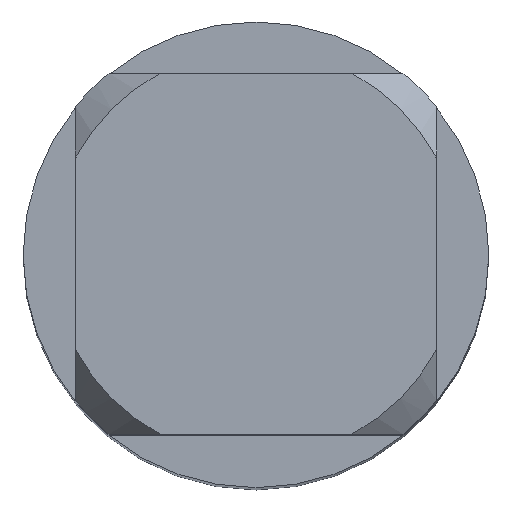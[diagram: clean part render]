
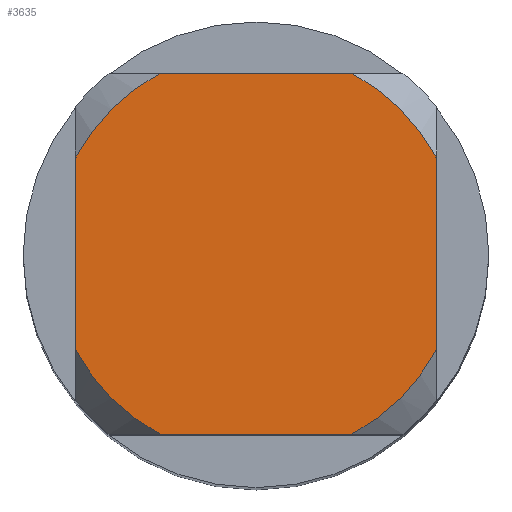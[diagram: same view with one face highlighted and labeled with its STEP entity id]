
A CAD part, top view. The second image highlights one B-rep face of the part: STEP entity #3635.
In plain terms, the highlighted planar face has unit normal (0, 0, 1).
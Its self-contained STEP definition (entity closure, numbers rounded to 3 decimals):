
#2787=VERTEX_POINT('',#8234);
#2949=VERTEX_POINT('',#8414);
#3635=ADVANCED_FACE('',(#9158),#9159,.T.);
#3759=EDGE_CURVE('',#4155,#2949,#9290,.T.);
#4155=VERTEX_POINT('',#9727);
#4271=EDGE_CURVE('',#6843,#4377,#9852,.T.);
#4377=VERTEX_POINT('',#9969);
#4627=VERTEX_POINT('',#10240);
#4651=EDGE_CURVE('',#6843,#5365,#10266,.T.);
#4807=EDGE_CURVE('',#4627,#2787,#10435,.T.);
#4871=VERTEX_POINT('',#10507);
#4997=EDGE_CURVE('',#4627,#2949,#10643,.T.);
#5365=VERTEX_POINT('',#11049);
#5393=EDGE_CURVE('',#4155,#4377,#11078,.T.);
#5871=EDGE_CURVE('',#4871,#5365,#11600,.T.);
#6843=VERTEX_POINT('',#12659);
#8059=EDGE_CURVE('',#4871,#2787,#13979,.T.);
#8234=CARTESIAN_POINT('',(1.006,-1.9,0.0));
#8414=CARTESIAN_POINT('',(1.9,1.006,0.0));
#9158=FACE_OUTER_BOUND('',#15899,.T.);
#9159=PLANE('',#15900);
#9290=CIRCLE('',#16187,2.15);
#9727=CARTESIAN_POINT('',(1.006,1.9,0.0));
#9852=CIRCLE('',#17262,2.15);
#9969=CARTESIAN_POINT('',(-1.006,1.9,0.0));
#10240=CARTESIAN_POINT('',(1.9,-1.006,0.0));
#10266=LINE('',#18011,#18012);
#10435=CIRCLE('',#18336,2.15);
#10507=CARTESIAN_POINT('',(-1.006,-1.9,0.0));
#10643=LINE('',#18711,#18712);
#11049=CARTESIAN_POINT('',(-1.9,-1.006,0.0));
#11078=LINE('',#19469,#19470);
#11600=CIRCLE('',#20386,2.15);
#12659=CARTESIAN_POINT('',(-1.9,1.006,0.0));
#13979=LINE('',#24877,#24878);
#15899=EDGE_LOOP('',(#26331,#26332,#26333,#26334,#26335,#26336,#26337,#26338));
#15900=AXIS2_PLACEMENT_3D('',#26339,#26340,#26341);
#16187=AXIS2_PLACEMENT_3D('',#26450,#26451,#26452);
#17262=AXIS2_PLACEMENT_3D('',#27067,#27068,#27069);
#18011=CARTESIAN_POINT('',(-1.9,0.538,0.0));
#18012=VECTOR('',#27498,1.0);
#18336=AXIS2_PLACEMENT_3D('',#27665,#27666,#27667);
#18711=CARTESIAN_POINT('',(1.9,0.538,0.0));
#18712=VECTOR('',#27869,1.0);
#19469=CARTESIAN_POINT('',(0.0,1.9,0.0));
#19470=VECTOR('',#28352,1.0);
#20386=AXIS2_PLACEMENT_3D('',#28916,#28917,#28918);
#24877=CARTESIAN_POINT('',(0.0,-1.9,0.0));
#24878=VECTOR('',#31514,1.0);
#26331=ORIENTED_EDGE('',*,*,#4651,.T.);
#26332=ORIENTED_EDGE('',*,*,#5871,.F.);
#26333=ORIENTED_EDGE('',*,*,#8059,.T.);
#26334=ORIENTED_EDGE('',*,*,#4807,.F.);
#26335=ORIENTED_EDGE('',*,*,#4997,.T.);
#26336=ORIENTED_EDGE('',*,*,#3759,.F.);
#26337=ORIENTED_EDGE('',*,*,#5393,.T.);
#26338=ORIENTED_EDGE('',*,*,#4271,.F.);
#26339=CARTESIAN_POINT('',(0.0,1.075,0.0));
#26340=DIRECTION('',(-0.0,0.0,1.0));
#26341=DIRECTION('',(0.0,-1.0,0.0));
#26450=CARTESIAN_POINT('',(0.0,0.0,0.0));
#26451=DIRECTION('',(0.0,0.0,-1.0));
#26452=DIRECTION('',(0.0,1.0,0.0));
#27067=CARTESIAN_POINT('',(0.0,0.0,0.0));
#27068=DIRECTION('',(0.0,0.0,-1.0));
#27069=DIRECTION('',(0.0,1.0,0.0));
#27498=DIRECTION('',(-0.0,-1.0,0.0));
#27665=CARTESIAN_POINT('',(0.0,0.0,0.0));
#27666=DIRECTION('',(0.0,0.0,-1.0));
#27667=DIRECTION('',(0.0,1.0,0.0));
#27869=DIRECTION('',(-0.0,1.0,0.0));
#28352=DIRECTION('',(-1.0,0.0,0.0));
#28916=CARTESIAN_POINT('',(0.0,0.0,0.0));
#28917=DIRECTION('',(0.0,0.0,-1.0));
#28918=DIRECTION('',(0.0,1.0,0.0));
#31514=DIRECTION('',(1.0,0.0,0.0));
